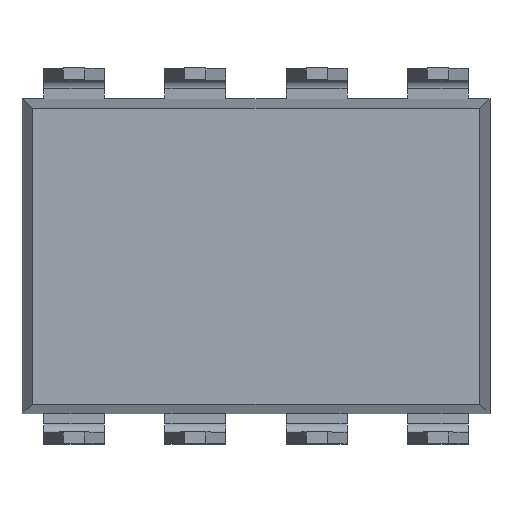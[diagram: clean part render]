
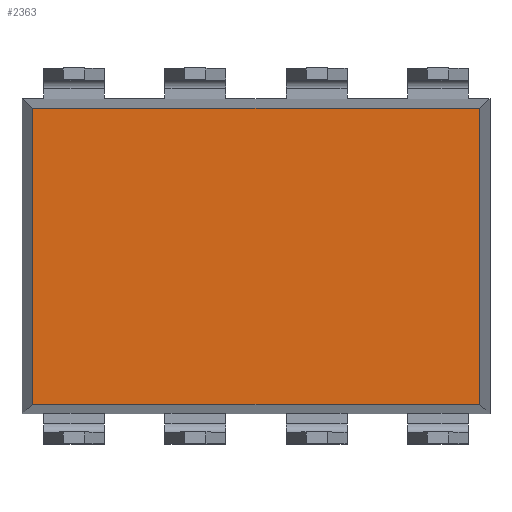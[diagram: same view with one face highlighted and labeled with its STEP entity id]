
A CAD part, top view. The second image highlights one B-rep face of the part: STEP entity #2363.
In plain terms, the highlighted planar face has unit normal (0, 0, 1).
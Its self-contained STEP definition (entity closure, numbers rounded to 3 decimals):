
#85=FACE_OUTER_BOUND('',#201,.T.);
#201=EDGE_LOOP('',(#1641,#1642,#1643,#1644));
#392=LINE('',#3449,#694);
#438=LINE('',#3545,#740);
#439=LINE('',#3547,#741);
#440=LINE('',#3548,#742);
#694=VECTOR('',#2772,9.346);
#740=VECTOR('',#2838,6.2);
#741=VECTOR('',#2839,6.2);
#742=VECTOR('',#2840,9.346);
#996=VERTEX_POINT('',#3446);
#997=VERTEX_POINT('',#3448);
#1037=VERTEX_POINT('',#3544);
#1038=VERTEX_POINT('',#3546);
#1232=EDGE_CURVE('',#997,#996,#392,.T.);
#1282=EDGE_CURVE('',#997,#1037,#438,.T.);
#1283=EDGE_CURVE('',#996,#1038,#439,.T.);
#1284=EDGE_CURVE('',#1037,#1038,#440,.T.);
#1641=ORIENTED_EDGE('',*,*,#1282,.F.);
#1642=ORIENTED_EDGE('',*,*,#1232,.T.);
#1643=ORIENTED_EDGE('',*,*,#1283,.T.);
#1644=ORIENTED_EDGE('',*,*,#1284,.F.);
#2159=PLANE('',#2509);
#2363=ADVANCED_FACE('',(#85),#2159,.F.);
#2509=AXIS2_PLACEMENT_3D('',#3543,#2836,#2837);
#2772=DIRECTION('',(-1.,0.,0.));
#2836=DIRECTION('center_axis',(0.,0.,-1.));
#2837=DIRECTION('ref_axis',(-1.,0.,0.));
#2838=DIRECTION('',(0.,-1.,0.));
#2839=DIRECTION('',(0.,-1.,0.));
#2840=DIRECTION('',(-1.,0.,0.));
#3446=CARTESIAN_POINT('',(-4.673,3.1,-0.9));
#3448=CARTESIAN_POINT('',(4.673,3.1,-0.9));
#3449=CARTESIAN_POINT('',(4.673,3.1,-0.9));
#3543=CARTESIAN_POINT('Origin',(4.9,3.1,-0.9));
#3544=CARTESIAN_POINT('',(4.673,-3.1,-0.9));
#3545=CARTESIAN_POINT('',(4.673,3.1,-0.9));
#3546=CARTESIAN_POINT('',(-4.673,-3.1,-0.9));
#3547=CARTESIAN_POINT('',(-4.673,3.1,-0.9));
#3548=CARTESIAN_POINT('',(4.673,-3.1,-0.9));
